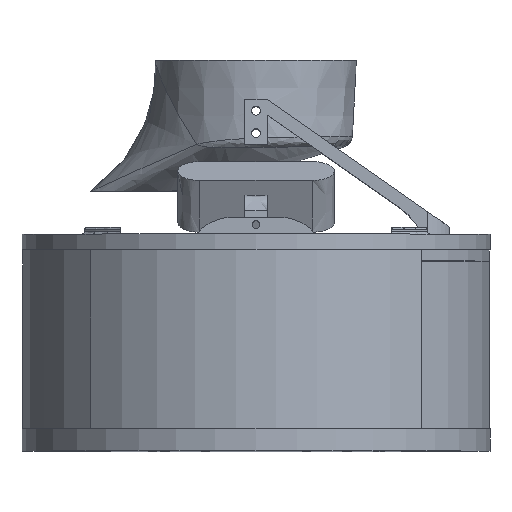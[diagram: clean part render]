
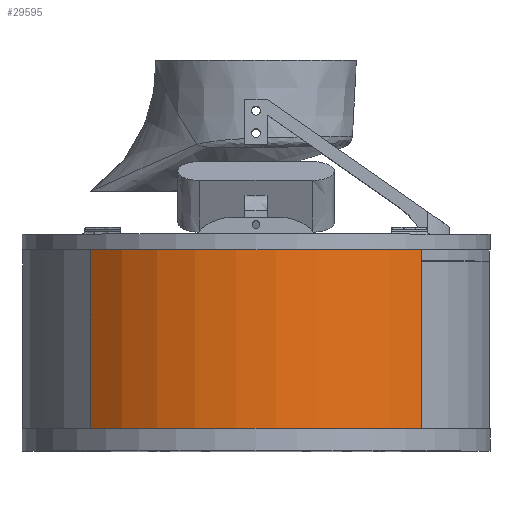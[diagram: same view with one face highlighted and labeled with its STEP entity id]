
A CAD part, top view. The second image highlights one B-rep face of the part: STEP entity #29595.
In plain terms, the highlighted cylindrical face has radius 104.652 mm (diameter 209.304 mm), a partial arc.
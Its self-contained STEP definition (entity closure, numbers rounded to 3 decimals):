
#2835=FACE_OUTER_BOUND('',#4764,.T.);
#4764=EDGE_LOOP('',(#21935,#21936,#21937,#21938));
#7156=LINE('',#49676,#9143);
#7157=LINE('',#49679,#9144);
#9143=VECTOR('',#37683,10.);
#9144=VECTOR('',#37686,10.);
#10695=CIRCLE('',#32141,104.652);
#10696=CIRCLE('',#32142,104.652);
#13122=VERTEX_POINT('',#49672);
#13123=VERTEX_POINT('',#49673);
#13124=VERTEX_POINT('',#49675);
#13125=VERTEX_POINT('',#49677);
#16304=EDGE_CURVE('',#13122,#13123,#10695,.T.);
#16305=EDGE_CURVE('',#13122,#13124,#7156,.T.);
#16306=EDGE_CURVE('',#13125,#13124,#10696,.T.);
#16307=EDGE_CURVE('',#13123,#13125,#7157,.T.);
#21935=ORIENTED_EDGE('',*,*,#16304,.F.);
#21936=ORIENTED_EDGE('',*,*,#16305,.T.);
#21937=ORIENTED_EDGE('',*,*,#16306,.F.);
#21938=ORIENTED_EDGE('',*,*,#16307,.F.);
#28037=CYLINDRICAL_SURFACE('',#32140,104.652);
#29595=ADVANCED_FACE('',(#2835),#28037,.T.);
#32140=AXIS2_PLACEMENT_3D('',#49671,#37679,#37680);
#32141=AXIS2_PLACEMENT_3D('',#49674,#37681,#37682);
#32142=AXIS2_PLACEMENT_3D('',#49678,#37684,#37685);
#37679=DIRECTION('center_axis',(0.,-1.,0.));
#37680=DIRECTION('ref_axis',(1.,0.,0.));
#37681=DIRECTION('center_axis',(0.,1.,0.));
#37682=DIRECTION('ref_axis',(1.,0.,0.));
#37683=DIRECTION('',(0.,-1.,0.));
#37684=DIRECTION('center_axis',(0.,-1.,0.));
#37685=DIRECTION('ref_axis',(1.,0.,0.));
#37686=DIRECTION('',(0.,-1.,0.));
#49671=CARTESIAN_POINT('Origin',(0.,0.,0.));
#49672=CARTESIAN_POINT('',(-74.,0.,74.));
#49673=CARTESIAN_POINT('',(74.,0.,74.));
#49674=CARTESIAN_POINT('Origin',(0.,0.,0.));
#49675=CARTESIAN_POINT('',(-74.,-80.,74.));
#49676=CARTESIAN_POINT('',(-74.,0.,74.));
#49677=CARTESIAN_POINT('',(74.,-80.,74.));
#49678=CARTESIAN_POINT('Origin',(0.,-80.,0.));
#49679=CARTESIAN_POINT('',(74.,0.,74.));
